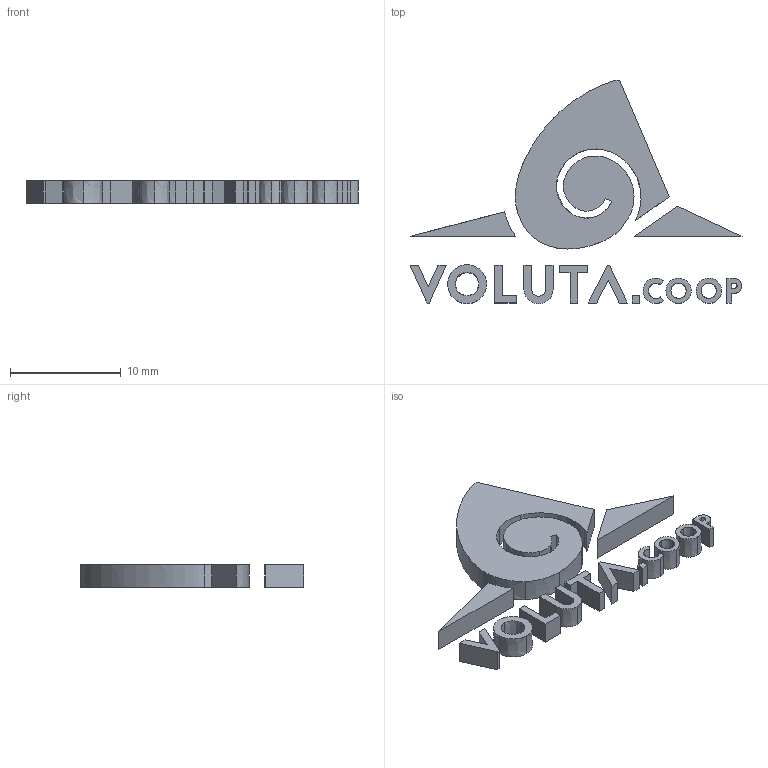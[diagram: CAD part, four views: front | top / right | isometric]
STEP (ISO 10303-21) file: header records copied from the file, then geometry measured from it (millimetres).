
FILE_DESCRIPTION(('FreeCAD Model'),'2;1');
FILE_NAME('Open CASCADE Shape Model','2022-06-01T11:29:43',('Author'),( ''),'Open CASCADE STEP processor 7.4','FreeCAD','Unknown');
FILE_SCHEMA(('AUTOMOTIVE_DESIGN { 1 0 10303 214 1 1 1 1 }'));
Length unit declared in the file: millimetre
Products named in the file (1): Extrude
Bounding box: 30 x 20.18 x 2 mm (x, y, z)
Volume: 372.1 mm3; surface area: 877.2 mm2
Topology: 14 solids, 14 shells, 147 faces, 357 edges, 238 vertices
Faces by surface type: extrusion 119, plane 28
Entity records: 9254 total; most frequent: CARTESIAN_POINT 2682, DIRECTION 772, ORIENTED_EDGE 714, VECTOR 714, PCURVE 714, DEFINITIONAL_REPRESENTATION 714, LINE 595, B_SPLINE_CURVE_WITH_KNOTS 595
